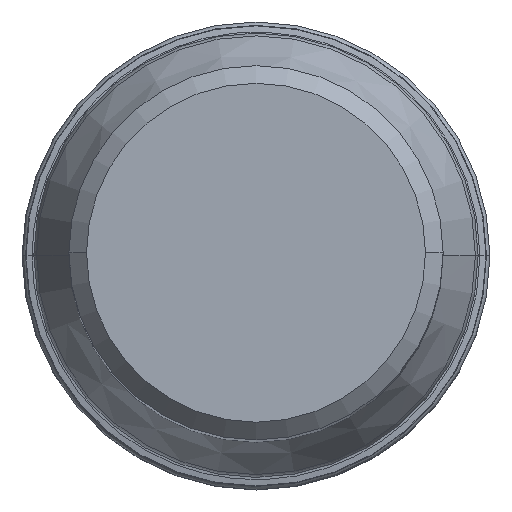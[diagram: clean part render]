
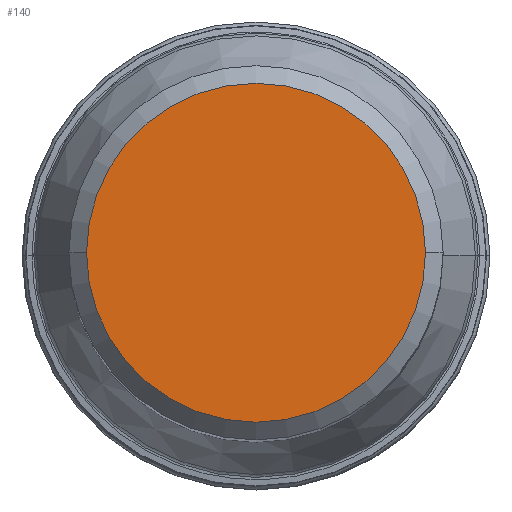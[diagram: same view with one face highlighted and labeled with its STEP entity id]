
A CAD part, top view. The second image highlights one B-rep face of the part: STEP entity #140.
In plain terms, the highlighted planar face has unit normal (0, 0, 1).
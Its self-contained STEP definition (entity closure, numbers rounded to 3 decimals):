
#32=PLANE('',#1137);
#140=ADVANCED_FACE('',(#202),#32,.F.);
#202=FACE_OUTER_BOUND('',#260,.T.);
#260=EDGE_LOOP('',(#448,#449,#450,#451));
#448=ORIENTED_EDGE('',*,*,#720,.T.);
#449=ORIENTED_EDGE('',*,*,#721,.T.);
#450=ORIENTED_EDGE('',*,*,#722,.T.);
#451=ORIENTED_EDGE('',*,*,#723,.T.);
#601=VERTEX_POINT('',#2536);
#602=VERTEX_POINT('',#2537);
#603=VERTEX_POINT('',#2539);
#604=VERTEX_POINT('',#2541);
#720=EDGE_CURVE('',#601,#602,#864,.T.);
#721=EDGE_CURVE('',#602,#603,#865,.T.);
#722=EDGE_CURVE('',#603,#604,#866,.T.);
#723=EDGE_CURVE('',#604,#601,#867,.T.);
#864=CIRCLE('',#1133,11.5);
#865=CIRCLE('',#1134,11.5);
#866=CIRCLE('',#1135,11.5);
#867=CIRCLE('',#1136,11.5);
#1133=AXIS2_PLACEMENT_3D('',#2535,#1382,#1383);
#1134=AXIS2_PLACEMENT_3D('',#2538,#1384,#1385);
#1135=AXIS2_PLACEMENT_3D('',#2540,#1386,#1387);
#1136=AXIS2_PLACEMENT_3D('',#2542,#1388,#1389);
#1137=AXIS2_PLACEMENT_3D('',#2543,#1390,#1391);
#1382=DIRECTION('',(0.,0.,1.));
#1383=DIRECTION('',(0.,1.,0.));
#1384=DIRECTION('',(0.,0.,1.));
#1385=DIRECTION('',(-1.,0.,0.));
#1386=DIRECTION('',(0.,0.,1.));
#1387=DIRECTION('',(0.,-1.,0.));
#1388=DIRECTION('',(0.,0.,1.));
#1389=DIRECTION('',(1.,0.,0.));
#1390=DIRECTION('',(0.,0.,-1.));
#1391=DIRECTION('',(-1.,0.,0.));
#2535=CARTESIAN_POINT('',(0.,0.,43.656));
#2536=CARTESIAN_POINT('',(0.,11.5,43.656));
#2537=CARTESIAN_POINT('',(-11.5,0.,43.656));
#2538=CARTESIAN_POINT('',(0.,0.,43.656));
#2539=CARTESIAN_POINT('',(0.,-11.5,43.656));
#2540=CARTESIAN_POINT('',(0.,0.,43.656));
#2541=CARTESIAN_POINT('',(11.5,0.,43.656));
#2542=CARTESIAN_POINT('',(0.,0.,43.656));
#2543=CARTESIAN_POINT('',(0.,0.,43.656));
